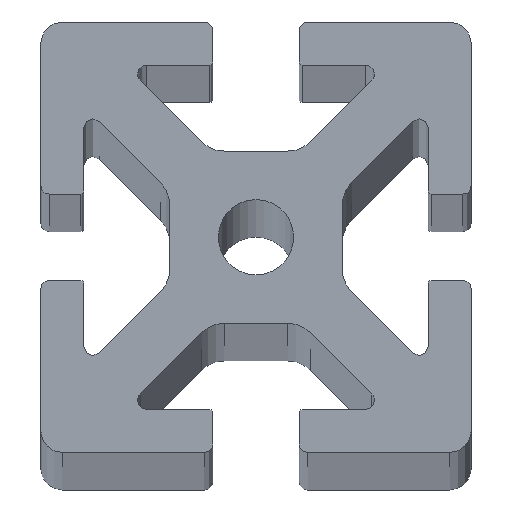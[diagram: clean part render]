
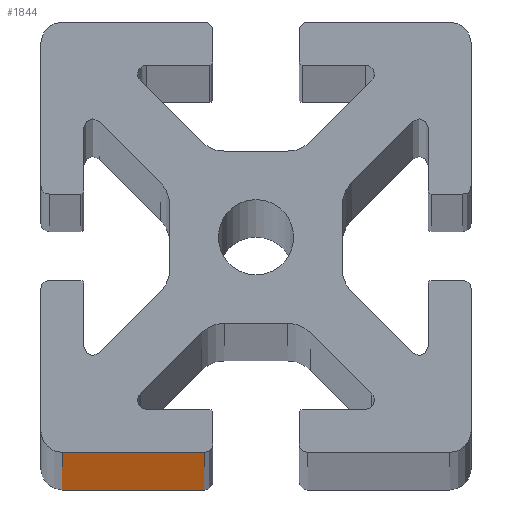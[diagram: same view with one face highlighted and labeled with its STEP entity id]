
A CAD part, top view. The second image highlights one B-rep face of the part: STEP entity #1844.
In plain terms, the highlighted planar face has unit normal (0, -1, 0).
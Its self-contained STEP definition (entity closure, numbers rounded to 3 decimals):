
#147=CARTESIAN_POINT('',(-4.787,-20.,-2000.));
#148=VERTEX_POINT('',#147);
#156=CARTESIAN_POINT('',(-18.,-20.,-2000.));
#157=VERTEX_POINT('',#156);
#158=CARTESIAN_POINT('',(-12363.,-20.,-2000.));
#159=DIRECTION('',(1.,-0.,0.));
#160=VECTOR('',#159,24690.);
#161=LINE('',#158,#160);
#162=EDGE_CURVE('',#157,#148,#161,.T.);
#1220=CARTESIAN_POINT('',(-18.,-20.,0.));
#1221=VERTEX_POINT('',#1220);
#1229=CARTESIAN_POINT('',(-4.787,-20.,0.));
#1230=VERTEX_POINT('',#1229);
#1231=CARTESIAN_POINT('',(12361.139,-20.,0.));
#1232=DIRECTION('',(-1.,0.,0.));
#1233=VECTOR('',#1232,24690.);
#1234=LINE('',#1231,#1233);
#1235=EDGE_CURVE('',#1230,#1221,#1234,.T.);
#1818=CARTESIAN_POINT('',(-18.,-20.,0.));
#1819=DIRECTION('',(0.,0.,-1.));
#1820=VECTOR('',#1819,2000.);
#1821=LINE('',#1818,#1820);
#1822=EDGE_CURVE('',#1221,#157,#1821,.T.);
#1828=CARTESIAN_POINT('',(-0.,-20.,152.4));
#1829=DIRECTION('',(-0.,-1.,0.));
#1830=DIRECTION('',(1.,-0.,0.));
#1831=AXIS2_PLACEMENT_3D('',#1828,#1829,#1830);
#1832=PLANE('',#1831);
#1833=ORIENTED_EDGE('',*,*,#1822,.T.);
#1834=ORIENTED_EDGE('',*,*,#162,.T.);
#1835=CARTESIAN_POINT('',(-4.787,-20.,0.));
#1836=DIRECTION('',(0.,0.,-1.));
#1837=VECTOR('',#1836,2000.);
#1838=LINE('',#1835,#1837);
#1839=EDGE_CURVE('',#1230,#148,#1838,.T.);
#1840=ORIENTED_EDGE('',*,*,#1839,.F.);
#1841=ORIENTED_EDGE('',*,*,#1235,.T.);
#1842=EDGE_LOOP('',(#1833,#1834,#1840,#1841));
#1843=FACE_BOUND('',#1842,.T.);
#1844=ADVANCED_FACE('',(#1843),#1832,.T.);
